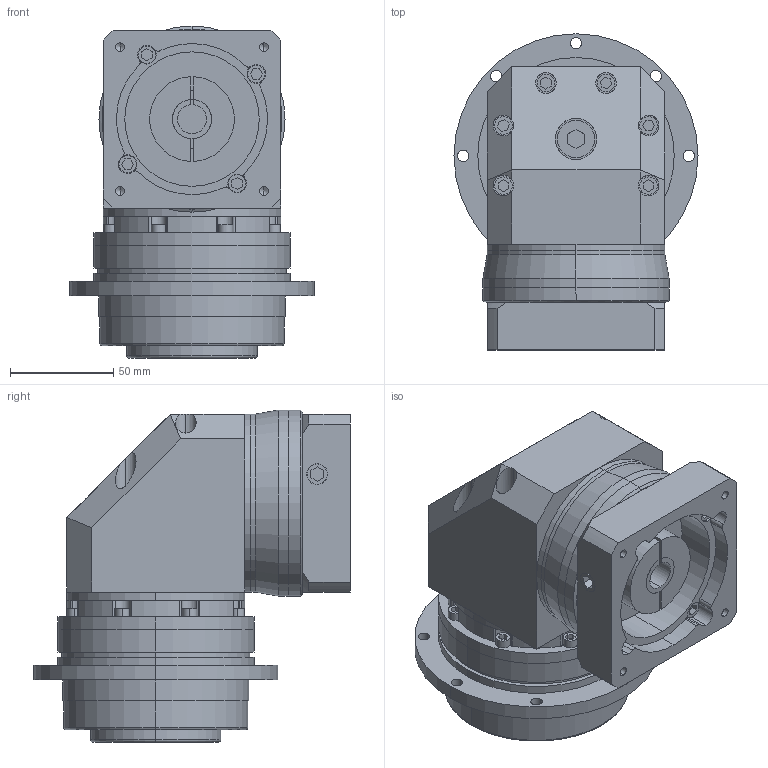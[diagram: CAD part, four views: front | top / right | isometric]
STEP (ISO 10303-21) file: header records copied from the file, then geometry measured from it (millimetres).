
FILE_DESCRIPTION (( 'STEP AP214' ), '1' );
FILE_NAME ('VGZH90单级模型（14-35 73-2 4-5.5-69.6-69.6）新.STEP', '2018-07-10T08:25:21', ( 'Windows' ), ( 'Microsoft' ), 'SwSTEP 2.0', 'SolidWorks 2016', '' );
FILE_SCHEMA (( 'AUTOMOTIVE_DESIGN' ));
Length unit declared in the file: millimetre
Products named in the file (1): VGZH90单级模型（14-35 73-2 4-5.5-69.6-69.6）新
Bounding box: 118 x 153 x 160.5 mm (x, y, z)
Volume: 1205360.9 mm3; surface area: 169535.1 mm2
Topology: 6 solids, 6 shells, 500 faces, 1222 edges, 784 vertices
Faces by surface type: plane 250, cylinder 214, cone 30, torus 6
Entity records: 15354 total; most frequent: DIRECTION 2640, CARTESIAN_POINT 2563, ORIENTED_EDGE 2400, EDGE_CURVE 1200, AXIS2_PLACEMENT_3D 965, VERTEX_POINT 784, LINE 710, VECTOR 710
